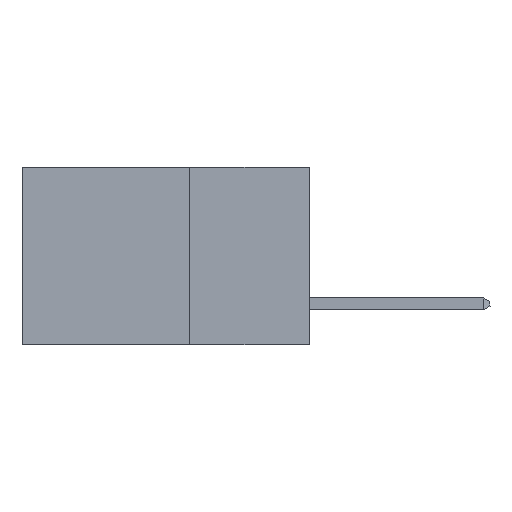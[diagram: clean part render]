
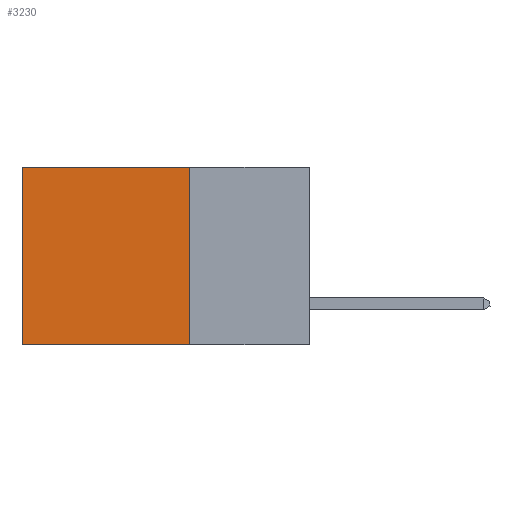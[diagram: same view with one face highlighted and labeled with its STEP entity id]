
A CAD part, left-side view. The second image highlights one B-rep face of the part: STEP entity #3230.
In plain terms, the highlighted planar face has unit normal (-1, 0, 0).
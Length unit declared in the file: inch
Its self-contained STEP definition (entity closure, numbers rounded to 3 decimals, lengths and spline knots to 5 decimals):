
#19 = AXIS2_PLACEMENT_3D ( 'NONE', #1198, #1148, #1113 ) ;
#426 = EDGE_CURVE ( 'NONE', #3279, #12434, #4973, .T. ) ;
#678 = CARTESIAN_POINT ( 'NONE',  ( 0.2875, 0.25, -0.37 ) ) ;
#1113 = DIRECTION ( 'NONE',  ( 0., 0., -1. ) ) ;
#1148 = DIRECTION ( 'NONE',  ( 1., 0., 0. ) ) ;
#1198 = CARTESIAN_POINT ( 'NONE',  ( 0.2875, 0.25, 0. ) ) ;
#1219 = EDGE_CURVE ( 'NONE', #10412, #12434, #2766, .T. ) ;
#1261 = PLANE ( 'NONE',  #19 ) ;
#1274 = ORIENTED_EDGE ( 'NONE', *, *, #9194, .F. ) ;
#1418 = VECTOR ( 'NONE', #3199, 39.37008 ) ;
#1667 = EDGE_CURVE ( 'NONE', #3553, #10412, #3116, .T. ) ;
#2766 = LINE ( 'NONE', #9519, #8942 ) ;
#3056 = ORIENTED_EDGE ( 'NONE', *, *, #426, .F. ) ;
#3116 = LINE ( 'NONE', #10011, #12271 ) ;
#3199 = DIRECTION ( 'NONE',  ( 0., 1., 0. ) ) ;
#3222 = ORIENTED_EDGE ( 'NONE', *, *, #1219, .T. ) ;
#3230 = ADVANCED_FACE ( 'NONE', ( #3624 ), #1261, .F. ) ;
#3279 = VERTEX_POINT ( 'NONE', #678 ) ;
#3337 = CARTESIAN_POINT ( 'NONE',  ( 0.2875, 0.25, -0.37 ) ) ;
#3553 = VERTEX_POINT ( 'NONE', #5949 ) ;
#3624 = FACE_OUTER_BOUND ( 'NONE', #8597, .T. ) ;
#4815 = CARTESIAN_POINT ( 'NONE',  ( 0.2875, 0.6, -0.37 ) ) ;
#4973 = LINE ( 'NONE', #3337, #1418 ) ;
#5949 = CARTESIAN_POINT ( 'NONE',  ( 0.2875, 0.25, 0. ) ) ;
#8597 = EDGE_LOOP ( 'NONE', ( #3222, #3056, #1274, #11546 ) ) ;
#8942 = VECTOR ( 'NONE', #13332, 39.37008 ) ;
#9194 = EDGE_CURVE ( 'NONE', #3553, #3279, #14469, .T. ) ;
#9519 = CARTESIAN_POINT ( 'NONE',  ( 0.2875, 0.6, 0. ) ) ;
#10006 = DIRECTION ( 'NONE',  ( 0., 1., 0. ) ) ;
#10011 = CARTESIAN_POINT ( 'NONE',  ( 0.2875, 0.25, 0. ) ) ;
#10024 = CARTESIAN_POINT ( 'NONE',  ( 0.2875, 0.6, 0. ) ) ;
#10235 = CARTESIAN_POINT ( 'NONE',  ( 0.2875, 0.25, 0. ) ) ;
#10412 = VERTEX_POINT ( 'NONE', #10024 ) ;
#11546 = ORIENTED_EDGE ( 'NONE', *, *, #1667, .T. ) ;
#12271 = VECTOR ( 'NONE', #10006, 39.37008 ) ;
#12434 = VERTEX_POINT ( 'NONE', #4815 ) ;
#13332 = DIRECTION ( 'NONE',  ( 0., 0., -1. ) ) ;
#14143 = VECTOR ( 'NONE', #14685, 39.37008 ) ;
#14469 = LINE ( 'NONE', #10235, #14143 ) ;
#14685 = DIRECTION ( 'NONE',  ( 0., 0., -1. ) ) ;
